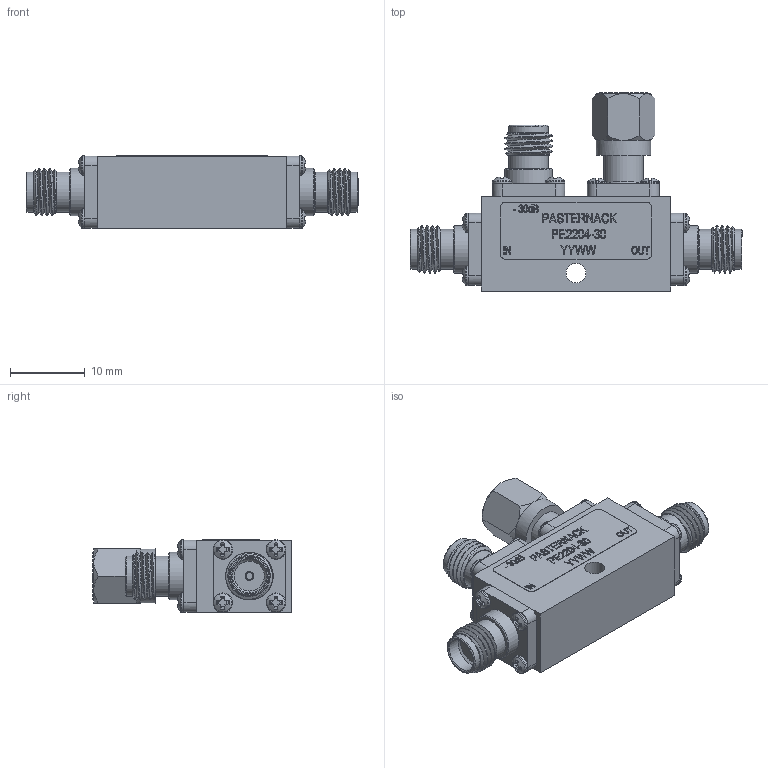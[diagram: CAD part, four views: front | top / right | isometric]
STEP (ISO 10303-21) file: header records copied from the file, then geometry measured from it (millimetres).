
FILE_DESCRIPTION (( 'STEP AP203' ), '1' );
FILE_NAME ('PE2204-30_3D.step', '2020-08-31T20:32:55', ( '' ), ( '' ), 'SwSTEP 2.0', 'SolidWorks 2018', '' );
FILE_SCHEMA (( 'CONFIG_CONTROL_DESIGN' ));
Products named in the file (1): PE2204-30_3D
Bounding box: 44.45 x 26.54 x 9.73 mm (x, y, z)
Volume: 4613.8 mm3; surface area: 3486.8 mm2
Topology: 2 solids, 23 shells, 1126 faces, 2908 edges, 1921 vertices
Faces by surface type: plane 666, bspline 214, cylinder 166, cone 79, torus 1
Full cylindrical faces by diameter (mm): 0.914 x6, 1.016 x1, 1.092 x12, 1.168 x3, 1.27 x1, 1.93 x4, 2.504 x4, 2.591 x12, 2.667 x1, 4.521 x3, 5.08 x4, 5.334 x7, 6.35 x4, 7.29 x1
Entity records: 52324 total; most frequent: CARTESIAN_POINT 27773, ORIENTED_EDGE 5530, DIRECTION 3944, EDGE_CURVE 2765, VERTEX_POINT 1875, LINE 1484, VECTOR 1484, EDGE_LOOP 1328
